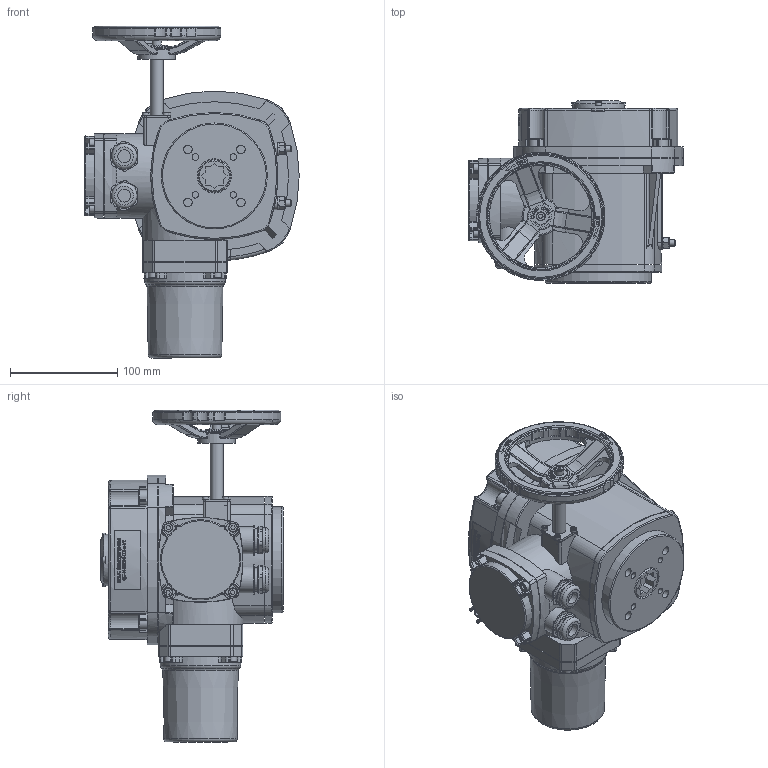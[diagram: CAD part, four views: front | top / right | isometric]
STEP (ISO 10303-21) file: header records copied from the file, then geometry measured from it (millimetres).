
FILE_DESCRIPTION(/* description */ (''),/* implementation_level */ '2;1');
FILE_NAME(/* name */ 'QT-N-005M_3D_STEP.stp',/* time_stamp */ '2025-02-09T20:08:50+03:00',/* author */ ('igorr'),/* organization */ (''),/* preprocessor_version */ 'ST-DEVELOPER v20',/* originating_system */ 'Autodesk Inventor 2025',/* authorisation */ '');
FILE_SCHEMA (('AUTOMOTIVE_DESIGN { 1 0 10303 214 3 1 1 }'));
Length unit declared in the file: millimetre
Products named in the file (7): Сборка; Деталь; Деталь 2; ANSI B18.2.4.2M - M6x1; AS 1420 - 1973 - M3 x 6; AS 1420 - 1973 - M8 x 16; AS 1420 - 1973 - M5 x 10
Assembly tree (25 placements, depth 2):
  Сборка
    Деталь
    Деталь 2
    AS 1420 - 1973 - M5 x 10  x9
    ANSI B18.2.4.2M - M6x1  x2
    AS 1420 - 1973 - M3 x 6  x8
    AS 1420 - 1973 - M8 x 16  x4
Bounding box: 200.29 x 170 x 310 mm (x, y, z)
Volume: 3312383.8 mm3; surface area: 287651.5 mm2
Topology: 25 solids, 26 shells, 2165 faces, 5564 edges, 3569 vertices
Faces by surface type: plane 937, cylinder 540, bspline 350, torus 210, cone 76, sphere 52
Full cylindrical faces by diameter (mm): 3 x8, 4.917 x2, 5 x9, 5.5 x8, 6 x6, 8 x8, 8.5 x9, 12 x3, 13 x4, 20 x1, 22 x2, 23.547 x2, 24 x2, 25 x2, 26.942 x2, 30 x1, 32 x1, 32.726 x1, 34 x1, 35 x1, 48 x1, 50 x1, 50.601 x1, 75 x1, 76.285 x1, 79 x1, 96 x1, 99 x1, 100 x1, 116 x1
Entity records: 71097 total; most frequent: CARTESIAN_POINT 24385, ORIENTED_EDGE 9710, DIRECTION 8830, EDGE_CURVE 4855, AXIS2_PLACEMENT_3D 3311, VERTEX_POINT 3108, LINE 2208, VECTOR 2208
